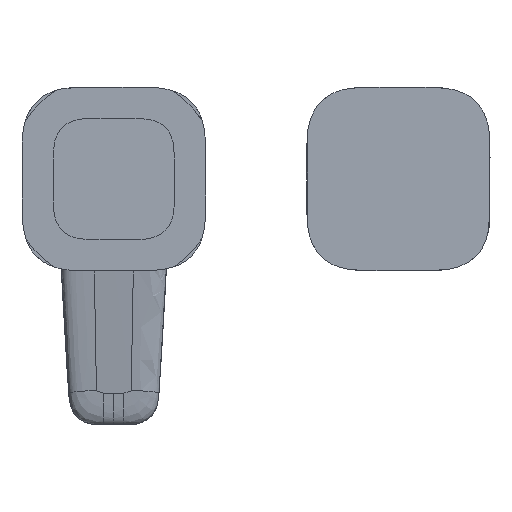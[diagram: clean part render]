
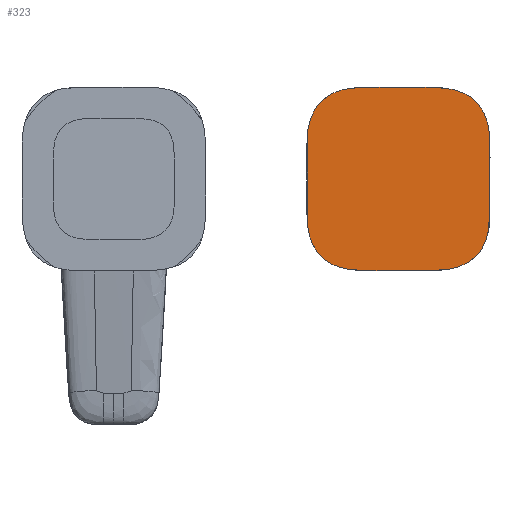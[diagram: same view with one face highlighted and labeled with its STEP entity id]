
A CAD part, left-side view. The second image highlights one B-rep face of the part: STEP entity #323.
In plain terms, the highlighted planar face has unit normal (-1, 0, 0).
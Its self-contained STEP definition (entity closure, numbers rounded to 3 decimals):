
#323=ADVANCED_FACE('extract.1',(#491),#4538,.T.);
#491=FACE_OUTER_BOUND('',#2837,.T.);
#1192=ORIENTED_EDGE('',*,*,#1872,.F.);
#1193=ORIENTED_EDGE('',*,*,#1874,.F.);
#1872=EDGE_CURVE('235',#2580,#2577,#2271,.T.);
#1874=EDGE_CURVE('237',#2577,#2580,#2273,.T.);
#2271=B_SPLINE_CURVE_WITH_KNOTS('',3,(#9166,#9167,#9168,#9169,#9170,#9171,#9172,#9173,#9174,#9175,#9176,#9177,#9178,#9179,#9180,#9181,#9182,#9183,#9184,#9185,#9186,#9187,#9188,#9189,#9190,#9191,#9192,#9193,#9136),.UNSPECIFIED.,.F.,.U.,(4,1,1,1,1,1,1,1,1,1,1,1,1,1,1,1,1,1,1,1,1,1,1,1,1,1,4),(0.,0.063,0.094,0.125,0.156,0.188,0.219,0.25,0.281,0.313,0.344,0.375,0.438,0.5,0.531,0.563,0.594,0.625,0.656,0.688,0.719,0.75,0.781,0.813,0.844,0.875,1.),.UNSPECIFIED.);
#2273=B_SPLINE_CURVE_WITH_KNOTS('',3,(#9136,#9279,#9280,#9281,#9282,#9283,#9284,#9285,#9286,#9287,#9288,#9289,#9290,#9291,#9292,#9293,#9294,#9295,#9296,#9297,#9298,#9299,#9300,#9301,#9302,#9303,#9304,#9305,#9166),.UNSPECIFIED.,.F.,.U.,(4,1,1,1,1,1,1,1,1,1,1,1,1,1,1,1,1,1,1,1,1,1,1,1,1,1,4),(0.,0.063,0.094,0.125,0.156,0.188,0.219,0.25,0.281,0.313,0.344,0.375,0.438,0.5,0.531,0.563,0.594,0.625,0.656,0.688,0.719,0.75,0.781,0.813,0.844,0.875,1.),.UNSPECIFIED.);
#2577=VERTEX_POINT('144',#9136);
#2580=VERTEX_POINT('147',#9166);
#2837=EDGE_LOOP('',(#1192,#1193));
#4538=PLANE('',#12229);
#9136=CARTESIAN_POINT('',(61.,-120.254,35.487));
#9166=CARTESIAN_POINT('',(61.,-99.746,-35.487));
#9167=CARTESIAN_POINT('',(61.,-97.141,-35.48));
#9168=CARTESIAN_POINT('',(61.,-93.218,-35.449));
#9169=CARTESIAN_POINT('',(61.,-88.077,-34.483));
#9170=CARTESIAN_POINT('',(61.,-84.387,-33.116));
#9171=CARTESIAN_POINT('',(61.,-81.069,-30.98));
#9172=CARTESIAN_POINT('',(61.,-78.37,-28.093));
#9173=CARTESIAN_POINT('',(61.,-76.445,-24.65));
#9174=CARTESIAN_POINT('',(61.,-75.268,-20.902));
#9175=CARTESIAN_POINT('',(61.,-74.686,-17.031));
#9176=CARTESIAN_POINT('',(61.,-74.509,-13.132));
#9177=CARTESIAN_POINT('',(61.,-74.513,-9.235));
#9178=CARTESIAN_POINT('',(61.,-74.499,-4.038));
#9179=CARTESIAN_POINT('',(61.,-74.499,2.458));
#9180=CARTESIAN_POINT('',(61.,-74.507,8.956));
#9181=CARTESIAN_POINT('',(61.,-74.527,14.161));
#9182=CARTESIAN_POINT('',(61.,-74.793,18.067));
#9183=CARTESIAN_POINT('',(61.,-75.517,21.922));
#9184=CARTESIAN_POINT('',(61.,-76.883,25.612));
#9185=CARTESIAN_POINT('',(61.,-79.02,28.931));
#9186=CARTESIAN_POINT('',(61.,-81.907,31.63));
#9187=CARTESIAN_POINT('',(61.,-85.35,33.555));
#9188=CARTESIAN_POINT('',(61.,-89.098,34.732));
#9189=CARTESIAN_POINT('',(61.,-92.969,35.314));
#9190=CARTESIAN_POINT('',(61.,-96.868,35.491));
#9191=CARTESIAN_POINT('',(61.,-100.766,35.487));
#9192=CARTESIAN_POINT('',(61.,-108.561,35.508));
#9193=CARTESIAN_POINT('',(61.,-115.057,35.5));
#9279=CARTESIAN_POINT('',(61.,-122.859,35.48));
#9280=CARTESIAN_POINT('',(61.,-126.782,35.449));
#9281=CARTESIAN_POINT('',(61.,-131.923,34.483));
#9282=CARTESIAN_POINT('',(61.,-135.613,33.116));
#9283=CARTESIAN_POINT('',(61.,-138.931,30.98));
#9284=CARTESIAN_POINT('',(61.,-141.63,28.093));
#9285=CARTESIAN_POINT('',(61.,-143.555,24.65));
#9286=CARTESIAN_POINT('',(61.,-144.732,20.901));
#9287=CARTESIAN_POINT('',(61.,-145.314,17.031));
#9288=CARTESIAN_POINT('',(61.,-145.491,13.132));
#9289=CARTESIAN_POINT('',(61.,-145.487,9.234));
#9290=CARTESIAN_POINT('',(61.,-145.501,4.038));
#9291=CARTESIAN_POINT('',(61.,-145.501,-2.458));
#9292=CARTESIAN_POINT('',(61.,-145.493,-8.957));
#9293=CARTESIAN_POINT('',(61.,-145.473,-14.162));
#9294=CARTESIAN_POINT('',(61.,-145.207,-18.067));
#9295=CARTESIAN_POINT('',(61.,-144.483,-21.923));
#9296=CARTESIAN_POINT('',(61.,-143.116,-25.612));
#9297=CARTESIAN_POINT('',(61.,-140.98,-28.931));
#9298=CARTESIAN_POINT('',(61.,-138.093,-31.63));
#9299=CARTESIAN_POINT('',(61.,-134.65,-33.555));
#9300=CARTESIAN_POINT('',(61.,-130.901,-34.732));
#9301=CARTESIAN_POINT('',(61.,-127.03,-35.314));
#9302=CARTESIAN_POINT('',(61.,-123.132,-35.491));
#9303=CARTESIAN_POINT('',(61.,-119.234,-35.487));
#9304=CARTESIAN_POINT('',(61.,-111.439,-35.508));
#9305=CARTESIAN_POINT('',(61.,-104.943,-35.5));
#9549=CARTESIAN_POINT('',(61.,-145.927,35.929));
#12229=AXIS2_PLACEMENT_3D('',#9549,#12306,#12309);
#12306=DIRECTION('',(-1.,0.,0.));
#12309=DIRECTION('',(0.,1.,0.));
